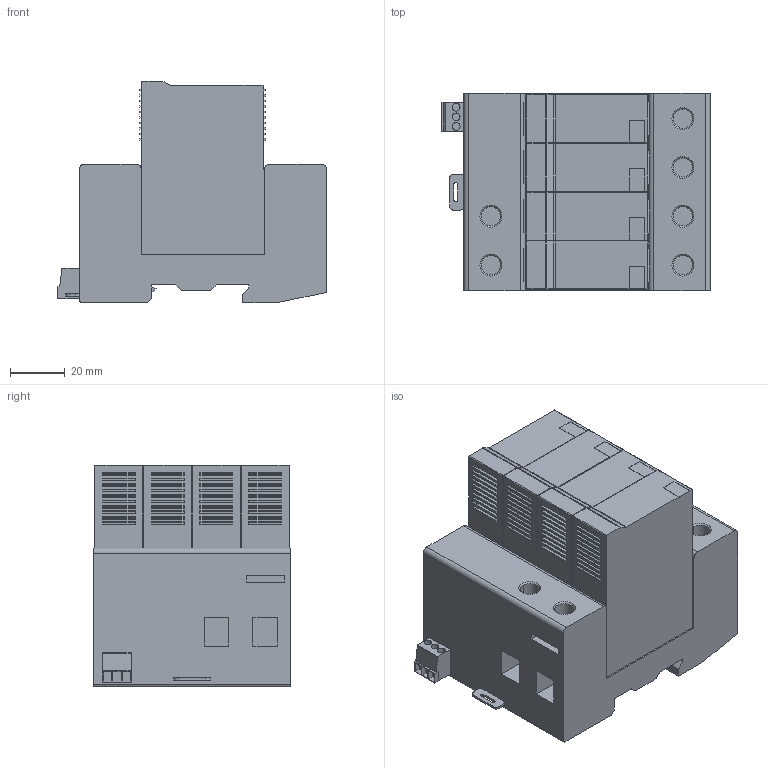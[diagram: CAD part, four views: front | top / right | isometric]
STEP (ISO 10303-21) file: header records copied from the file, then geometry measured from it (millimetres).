
FILE_DESCRIPTION(('Creo Elements/Direct Modeling STEP Export'),'2;1');
FILE_NAME('DS134VGS.stp','2017-10-10T10:21:21',(''),(''),'Creo Elements/Direct Modeling STEP processor for AP214 (Solid Model)','Creo Elements/Direct Modeling 20.0AP0401 12-May-2017 (C) Parametric Technology GmbH','');
FILE_SCHEMA(('AUTOMOTIVE_DESIGN { 1 0 10303 214 1 1 1 1 }'));
Length unit declared in the file: millimetre
Products named in the file (1): DS134VGS
Bounding box: 97.95 x 72 x 80.9 mm (x, y, z)
Volume: 388386.5 mm3; surface area: 53531.6 mm2
Topology: 1 solids, 1 shells, 631 faces, 1550 edges, 1030 vertices
Faces by surface type: plane 570, cylinder 49, cone 12
Entity records: 17762 total; most frequent: ORIENTED_EDGE 3100, CARTESIAN_POINT 3094, DIRECTION 2720, EDGE_CURVE 1550, VECTOR 1408, LINE 1408, VERTEX_POINT 1030, EDGE_LOOP 742
